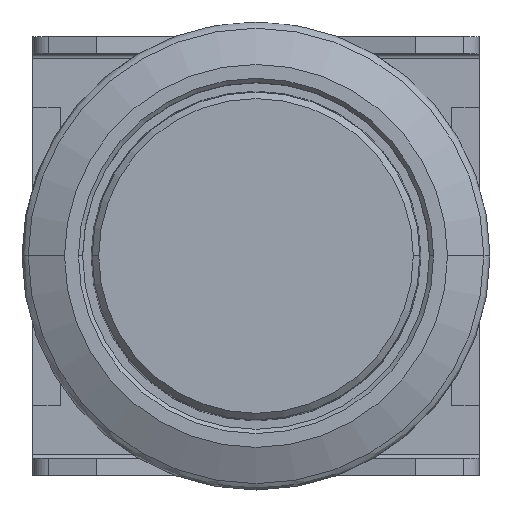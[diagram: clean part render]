
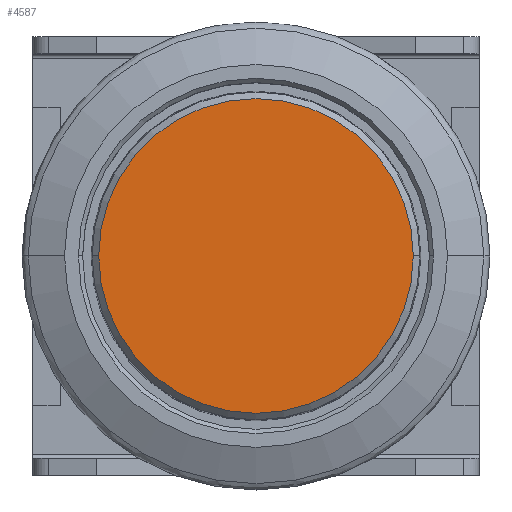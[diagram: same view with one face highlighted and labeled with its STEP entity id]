
A CAD part, top view. The second image highlights one B-rep face of the part: STEP entity #4587.
In plain terms, the highlighted planar face has unit normal (0, 0, 1).
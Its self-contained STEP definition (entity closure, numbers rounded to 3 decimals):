
#364 = VERTEX_POINT ( 'NONE', #7035 ) ;
#643 = VERTEX_POINT ( 'NONE', #6877 ) ;
#1566 = ORIENTED_EDGE ( 'NONE', *, *, #5669, .T. ) ;
#3339 = DIRECTION ( 'NONE',  ( 0., 0., 1. ) ) ;
#3888 = DIRECTION ( 'NONE',  ( 0., 0., 1. ) ) ;
#3948 = EDGE_CURVE ( 'NONE', #364, #643, #13874, .T. ) ;
#4441 = FACE_OUTER_BOUND ( 'NONE', #11134, .T. ) ;
#4587 = ADVANCED_FACE ( 'NONE', ( #4441 ), #8900, .T. ) ;
#4827 = AXIS2_PLACEMENT_3D ( 'NONE', #13471, #3888, #8396 ) ;
#5162 = CARTESIAN_POINT ( 'NONE',  ( 0., 0., 0. ) ) ;
#5669 = EDGE_CURVE ( 'NONE', #643, #364, #10944, .T. ) ;
#6877 = CARTESIAN_POINT ( 'NONE',  ( -7.396, 0., 0. ) ) ;
#7035 = CARTESIAN_POINT ( 'NONE',  ( 7.396, 0., 0. ) ) ;
#7868 = DIRECTION ( 'NONE',  ( 1., 0., 0. ) ) ;
#8097 = AXIS2_PLACEMENT_3D ( 'NONE', #5162, #9551, #13616 ) ;
#8396 = DIRECTION ( 'NONE',  ( -1., 0., 0. ) ) ;
#8900 = PLANE ( 'NONE',  #12418 ) ;
#9551 = DIRECTION ( 'NONE',  ( 0., 0., 1. ) ) ;
#10944 = CIRCLE ( 'NONE', #4827, 7.396 ) ;
#11134 = EDGE_LOOP ( 'NONE', ( #1566, #11328 ) ) ;
#11328 = ORIENTED_EDGE ( 'NONE', *, *, #3948, .T. ) ;
#12418 = AXIS2_PLACEMENT_3D ( 'NONE', #12983, #3339, #7868 ) ;
#12983 = CARTESIAN_POINT ( 'NONE',  ( -7.485, -7.485, 0. ) ) ;
#13471 = CARTESIAN_POINT ( 'NONE',  ( 0., 0., 0. ) ) ;
#13616 = DIRECTION ( 'NONE',  ( -1., 0., 0. ) ) ;
#13874 = CIRCLE ( 'NONE', #8097, 7.396 ) ;
